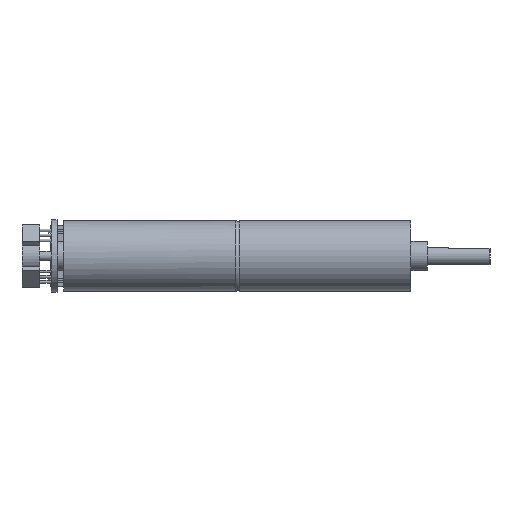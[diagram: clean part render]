
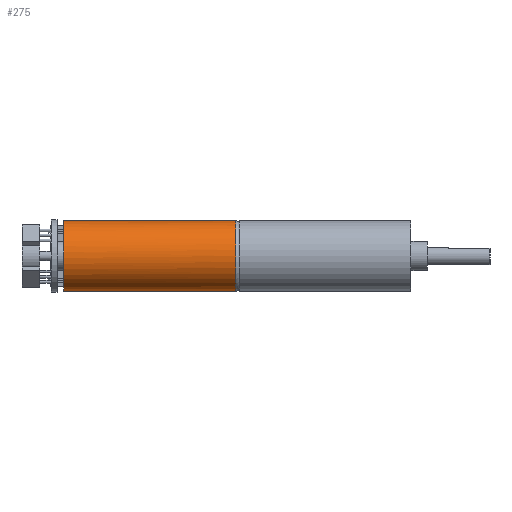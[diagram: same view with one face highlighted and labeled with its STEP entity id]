
A CAD part, left-side view. The second image highlights one B-rep face of the part: STEP entity #275.
In plain terms, the highlighted cylindrical face has radius 6 mm (diameter 12 mm), a full revolution.
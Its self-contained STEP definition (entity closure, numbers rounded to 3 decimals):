
#275 = ADVANCED_FACE( '', ( #601, #602 ), #603, .T. );
#601 = FACE_OUTER_BOUND( '', #930, .T. );
#602 = FACE_OUTER_BOUND( '', #931, .T. );
#603 = CYLINDRICAL_SURFACE( '', #932, 6. );
#930 = EDGE_LOOP( '', ( #1613, #1614, #1615, #1616 ) );
#931 = EDGE_LOOP( '', ( #1617 ) );
#932 = AXIS2_PLACEMENT_3D( '', #1618, #1619, #1620 );
#1613 = ORIENTED_EDGE( '', *, *, #1793, .T. );
#1614 = ORIENTED_EDGE( '', *, *, #1919, .T. );
#1615 = ORIENTED_EDGE( '', *, *, #1834, .T. );
#1616 = ORIENTED_EDGE( '', *, *, #1753, .T. );
#1617 = ORIENTED_EDGE( '', *, *, #1803, .F. );
#1618 = CARTESIAN_POINT( '', ( 0., 44., 0. ) );
#1619 = DIRECTION( '', ( 0., 1., 0. ) );
#1620 = DIRECTION( '', ( 0., 0., -1. ) );
#1753 = EDGE_CURVE( '', #2088, #2089, #2090, .T. );
#1793 = EDGE_CURVE( '', #2089, #2148, #2149, .T. );
#1803 = EDGE_CURVE( '', #2163, #2163, #2164, .T. );
#1834 = EDGE_CURVE( '', #2209, #2088, #2210, .T. );
#1919 = EDGE_CURVE( '', #2148, #2209, #2316, .T. );
#2088 = VERTEX_POINT( '', #2550 );
#2089 = VERTEX_POINT( '', #2551 );
#2090 = CIRCLE( '', #2552, 6. );
#2148 = VERTEX_POINT( '', #2626 );
#2149 = CIRCLE( '', #2627, 6. );
#2163 = VERTEX_POINT( '', #2643 );
#2164 = CIRCLE( '', #2644, 6. );
#2209 = VERTEX_POINT( '', #2699 );
#2210 = CIRCLE( '', #2700, 6. );
#2316 = CIRCLE( '', #2842, 6. );
#2550 = CARTESIAN_POINT( '', ( 4.006, 59.3, 4.467 ) );
#2551 = CARTESIAN_POINT( '', ( 4.006, 59.3, -4.467 ) );
#2552 = AXIS2_PLACEMENT_3D( '', #2944, #2945, #2946 );
#2626 = CARTESIAN_POINT( '', ( 4.3, 59.3, -4.185 ) );
#2627 = AXIS2_PLACEMENT_3D( '', #2993, #2994, #2995 );
#2643 = CARTESIAN_POINT( '', ( 0., 29.9, -6. ) );
#2644 = AXIS2_PLACEMENT_3D( '', #3010, #3011, #3012 );
#2699 = CARTESIAN_POINT( '', ( 4.3, 59.3, 4.185 ) );
#2700 = AXIS2_PLACEMENT_3D( '', #3050, #3051, #3052 );
#2842 = AXIS2_PLACEMENT_3D( '', #3122, #3123, #3124 );
#2944 = CARTESIAN_POINT( '', ( 0., 59.3, 0. ) );
#2945 = DIRECTION( '', ( 0., -1., 0. ) );
#2946 = DIRECTION( '', ( 0., 0., -1. ) );
#2993 = CARTESIAN_POINT( '', ( 0., 59.3, 0. ) );
#2994 = DIRECTION( '', ( 0., -1., 0. ) );
#2995 = DIRECTION( '', ( 0., 0., -1. ) );
#3010 = CARTESIAN_POINT( '', ( 0., 29.9, 0. ) );
#3011 = DIRECTION( '', ( 0., -1., 0. ) );
#3012 = DIRECTION( '', ( 0., 0., -1. ) );
#3050 = CARTESIAN_POINT( '', ( 0., 59.3, 0. ) );
#3051 = DIRECTION( '', ( 0., -1., 0. ) );
#3052 = DIRECTION( '', ( 0., 0., -1. ) );
#3122 = CARTESIAN_POINT( '', ( 0., 59.3, 0. ) );
#3123 = DIRECTION( '', ( 0., -1., 0. ) );
#3124 = DIRECTION( '', ( 0., 0., -1. ) );
